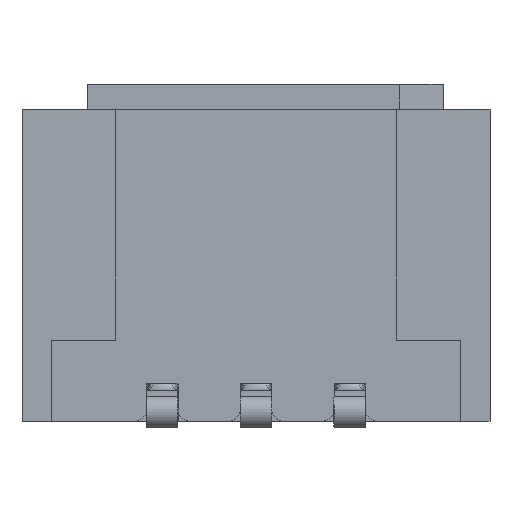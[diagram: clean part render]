
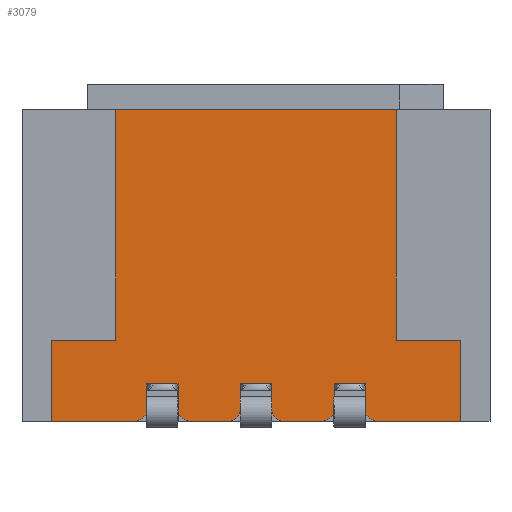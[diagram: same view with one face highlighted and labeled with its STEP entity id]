
A CAD part, front view. The second image highlights one B-rep face of the part: STEP entity #3079.
In plain terms, the highlighted planar face has unit normal (0, -1, 0).
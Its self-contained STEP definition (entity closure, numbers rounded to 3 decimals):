
#83=CIRCLE('',#3219,0.2);
#85=CIRCLE('',#3222,0.2);
#87=CIRCLE('',#3227,0.2);
#89=CIRCLE('',#3230,0.2);
#91=CIRCLE('',#3235,0.2);
#93=CIRCLE('',#3238,0.2);
#588=ORIENTED_EDGE('',*,*,#1027,.F.);
#589=ORIENTED_EDGE('',*,*,#1003,.T.);
#590=ORIENTED_EDGE('',*,*,#1031,.F.);
#591=ORIENTED_EDGE('',*,*,#1036,.F.);
#592=ORIENTED_EDGE('',*,*,#1024,.T.);
#593=ORIENTED_EDGE('',*,*,#1044,.F.);
#594=ORIENTED_EDGE('',*,*,#1038,.F.);
#595=ORIENTED_EDGE('',*,*,#1019,.T.);
#596=ORIENTED_EDGE('',*,*,#1042,.F.);
#597=ORIENTED_EDGE('',*,*,#1046,.F.);
#598=ORIENTED_EDGE('',*,*,#991,.T.);
#599=ORIENTED_EDGE('',*,*,#1054,.F.);
#600=ORIENTED_EDGE('',*,*,#1048,.F.);
#601=ORIENTED_EDGE('',*,*,#1015,.T.);
#602=ORIENTED_EDGE('',*,*,#1052,.F.);
#603=ORIENTED_EDGE('',*,*,#1057,.F.);
#604=ORIENTED_EDGE('',*,*,#1060,.T.);
#605=ORIENTED_EDGE('',*,*,#1258,.T.);
#606=ORIENTED_EDGE('',*,*,#1260,.T.);
#607=ORIENTED_EDGE('',*,*,#1261,.T.);
#608=ORIENTED_EDGE('',*,*,#1143,.T.);
#609=ORIENTED_EDGE('',*,*,#1253,.T.);
#610=ORIENTED_EDGE('',*,*,#1255,.T.);
#611=ORIENTED_EDGE('',*,*,#1256,.T.);
#612=ORIENTED_EDGE('',*,*,#1084,.T.);
#613=ORIENTED_EDGE('',*,*,#1033,.F.);
#991=EDGE_CURVE('',#1428,#1427,#1713,.T.);
#1003=EDGE_CURVE('',#1439,#1440,#1722,.T.);
#1015=EDGE_CURVE('',#1452,#1451,#1734,.T.);
#1019=EDGE_CURVE('',#1456,#1455,#1738,.T.);
#1024=EDGE_CURVE('',#1461,#1460,#1743,.T.);
#1027=EDGE_CURVE('',#1439,#1463,#1746,.T.);
#1031=EDGE_CURVE('',#1466,#1440,#1750,.T.);
#1033=EDGE_CURVE('',#1463,#1467,#83,.F.);
#1036=EDGE_CURVE('',#1461,#1466,#85,.F.);
#1038=EDGE_CURVE('',#1456,#1469,#1753,.T.);
#1042=EDGE_CURVE('',#1472,#1455,#1757,.T.);
#1044=EDGE_CURVE('',#1469,#1460,#87,.F.);
#1046=EDGE_CURVE('',#1428,#1472,#89,.F.);
#1048=EDGE_CURVE('',#1452,#1473,#1759,.T.);
#1052=EDGE_CURVE('',#1476,#1451,#1763,.T.);
#1054=EDGE_CURVE('',#1473,#1427,#91,.F.);
#1057=EDGE_CURVE('',#1477,#1476,#93,.F.);
#1060=EDGE_CURVE('',#1477,#1479,#1767,.T.);
#1084=EDGE_CURVE('',#1496,#1467,#1788,.T.);
#1143=EDGE_CURVE('',#1553,#1552,#1847,.T.);
#1253=EDGE_CURVE('',#1552,#1608,#1957,.T.);
#1255=EDGE_CURVE('',#1608,#1609,#1959,.T.);
#1256=EDGE_CURVE('',#1609,#1496,#1960,.T.);
#1258=EDGE_CURVE('',#1479,#1610,#1962,.T.);
#1260=EDGE_CURVE('',#1610,#1611,#1964,.T.);
#1261=EDGE_CURVE('',#1611,#1553,#1965,.T.);
#1427=VERTEX_POINT('',#4221);
#1428=VERTEX_POINT('',#4223);
#1439=VERTEX_POINT('',#4248);
#1440=VERTEX_POINT('',#4249);
#1451=VERTEX_POINT('',#4271);
#1452=VERTEX_POINT('',#4273);
#1455=VERTEX_POINT('',#4279);
#1456=VERTEX_POINT('',#4281);
#1460=VERTEX_POINT('',#4290);
#1461=VERTEX_POINT('',#4292);
#1463=VERTEX_POINT('',#4298);
#1466=VERTEX_POINT('',#4305);
#1467=VERTEX_POINT('',#4310);
#1469=VERTEX_POINT('',#4319);
#1472=VERTEX_POINT('',#4326);
#1473=VERTEX_POINT('',#4337);
#1476=VERTEX_POINT('',#4344);
#1477=VERTEX_POINT('',#4352);
#1479=VERTEX_POINT('',#4358);
#1496=VERTEX_POINT('',#4401);
#1552=VERTEX_POINT('',#4527);
#1553=VERTEX_POINT('',#4529);
#1608=VERTEX_POINT('',#4740);
#1609=VERTEX_POINT('',#4744);
#1610=VERTEX_POINT('',#4750);
#1611=VERTEX_POINT('',#4754);
#1713=LINE('',#4222,#2107);
#1722=LINE('',#4247,#2116);
#1734=LINE('',#4272,#2128);
#1738=LINE('',#4280,#2132);
#1743=LINE('',#4291,#2137);
#1746=LINE('',#4297,#2140);
#1750=LINE('',#4306,#2144);
#1753=LINE('',#4318,#2147);
#1757=LINE('',#4327,#2151);
#1759=LINE('',#4336,#2153);
#1763=LINE('',#4345,#2157);
#1767=LINE('',#4360,#2161);
#1788=LINE('',#4409,#2182);
#1847=LINE('',#4528,#2241);
#1957=LINE('',#4741,#2351);
#1959=LINE('',#4745,#2353);
#1960=LINE('',#4747,#2354);
#1962=LINE('',#4751,#2356);
#1964=LINE('',#4755,#2358);
#1965=LINE('',#4757,#2359);
#2107=VECTOR('',#3418,1000.);
#2116=VECTOR('',#3437,1000.);
#2128=VECTOR('',#3449,1000.);
#2132=VECTOR('',#3453,1000.);
#2137=VECTOR('',#3460,1000.);
#2140=VECTOR('',#3465,1000.);
#2144=VECTOR('',#3471,1000.);
#2147=VECTOR('',#3488,1000.);
#2151=VECTOR('',#3494,1000.);
#2153=VECTOR('',#3510,1000.);
#2157=VECTOR('',#3516,1000.);
#2161=VECTOR('',#3534,1000.);
#2182=VECTOR('',#3573,1000.);
#2241=VECTOR('',#3646,1000.);
#2351=VECTOR('',#3850,1000.);
#2353=VECTOR('',#3854,1000.);
#2354=VECTOR('',#3857,1000.);
#2356=VECTOR('',#3861,1000.);
#2358=VECTOR('',#3865,1000.);
#2359=VECTOR('',#3868,1000.);
#2593=EDGE_LOOP('',(#588,#589,#590,#591,#592,#593,#594,#595,#596,#597,#598,
#599,#600,#601,#602,#603,#604,#605,#606,#607,#608,#609,#610,#611,#612,#613));
#2771=FACE_BOUND('',#2593,.T.);
#2929=PLANE('',#3309);
#3079=ADVANCED_FACE('',(#2771),#2929,.T.);
#3219=AXIS2_PLACEMENT_3D('',#4309,#3475,#3476);
#3222=AXIS2_PLACEMENT_3D('',#4315,#3482,#3483);
#3227=AXIS2_PLACEMENT_3D('',#4330,#3498,#3499);
#3230=AXIS2_PLACEMENT_3D('',#4333,#3504,#3505);
#3235=AXIS2_PLACEMENT_3D('',#4348,#3520,#3521);
#3238=AXIS2_PLACEMENT_3D('',#4354,#3527,#3528);
#3309=AXIS2_PLACEMENT_3D('',#4758,#3869,#3870);
#3418=DIRECTION('',(1.,0.,0.));
#3437=DIRECTION('',(1.,0.,0.));
#3449=DIRECTION('',(1.,0.,0.));
#3453=DIRECTION('',(1.,0.,0.));
#3460=DIRECTION('',(1.,0.,0.));
#3465=DIRECTION('',(0.,0.,-1.));
#3471=DIRECTION('',(0.,0.,1.));
#3475=DIRECTION('',(0.,-1.,0.));
#3476=DIRECTION('',(0.,0.,-1.));
#3482=DIRECTION('',(0.,-1.,0.));
#3483=DIRECTION('',(0.,0.,-1.));
#3488=DIRECTION('',(0.,0.,-1.));
#3494=DIRECTION('',(0.,0.,1.));
#3498=DIRECTION('',(0.,-1.,0.));
#3499=DIRECTION('',(0.,0.,-1.));
#3504=DIRECTION('',(0.,-1.,0.));
#3505=DIRECTION('',(0.,0.,-1.));
#3510=DIRECTION('',(0.,0.,-1.));
#3516=DIRECTION('',(0.,0.,1.));
#3520=DIRECTION('',(0.,-1.,0.));
#3521=DIRECTION('',(0.,0.,-1.));
#3527=DIRECTION('',(0.,-1.,0.));
#3528=DIRECTION('',(0.,0.,-1.));
#3534=DIRECTION('',(1.,0.,0.));
#3573=DIRECTION('',(1.,0.,0.));
#3646=DIRECTION('',(-1.,0.,0.));
#3850=DIRECTION('',(0.,0.,-1.));
#3854=DIRECTION('',(-1.,0.,0.));
#3857=DIRECTION('',(0.,0.,-1.));
#3861=DIRECTION('',(0.,0.,1.));
#3865=DIRECTION('',(-1.,0.,0.));
#3868=DIRECTION('',(0.,0.,1.));
#3869=DIRECTION('',(0.,-1.,0.));
#3870=DIRECTION('',(0.,0.,-1.));
#4221=CARTESIAN_POINT('',(1.05,-1.75,-2.5));
#4222=CARTESIAN_POINT('',(-3.28,-1.75,-2.5));
#4223=CARTESIAN_POINT('',(0.45,-1.75,-2.5));
#4247=CARTESIAN_POINT('',(0.,-1.75,-1.9));
#4248=CARTESIAN_POINT('',(-1.75,-1.75,-1.9));
#4249=CARTESIAN_POINT('',(-1.25,-1.75,-1.9));
#4271=CARTESIAN_POINT('',(1.75,-1.75,-1.9));
#4272=CARTESIAN_POINT('',(0.,-1.75,-1.9));
#4273=CARTESIAN_POINT('',(1.25,-1.75,-1.9));
#4279=CARTESIAN_POINT('',(0.25,-1.75,-1.9));
#4280=CARTESIAN_POINT('',(0.,-1.75,-1.9));
#4281=CARTESIAN_POINT('',(-0.25,-1.75,-1.9));
#4290=CARTESIAN_POINT('',(-0.45,-1.75,-2.5));
#4291=CARTESIAN_POINT('',(-3.28,-1.75,-2.5));
#4292=CARTESIAN_POINT('',(-1.05,-1.75,-2.5));
#4297=CARTESIAN_POINT('',(-1.75,-1.75,-2.5));
#4298=CARTESIAN_POINT('',(-1.75,-1.75,-2.3));
#4305=CARTESIAN_POINT('',(-1.25,-1.75,-2.3));
#4306=CARTESIAN_POINT('',(-1.25,-1.75,-1.9));
#4309=CARTESIAN_POINT('',(-1.95,-1.75,-2.3));
#4310=CARTESIAN_POINT('',(-1.95,-1.75,-2.5));
#4315=CARTESIAN_POINT('',(-1.05,-1.75,-2.3));
#4318=CARTESIAN_POINT('',(-0.25,-1.75,-2.5));
#4319=CARTESIAN_POINT('',(-0.25,-1.75,-2.3));
#4326=CARTESIAN_POINT('',(0.25,-1.75,-2.3));
#4327=CARTESIAN_POINT('',(0.25,-1.75,-1.9));
#4330=CARTESIAN_POINT('',(-0.45,-1.75,-2.3));
#4333=CARTESIAN_POINT('',(0.45,-1.75,-2.3));
#4336=CARTESIAN_POINT('',(1.25,-1.75,-2.5));
#4337=CARTESIAN_POINT('',(1.25,-1.75,-2.3));
#4344=CARTESIAN_POINT('',(1.75,-1.75,-2.3));
#4345=CARTESIAN_POINT('',(1.75,-1.75,-1.9));
#4348=CARTESIAN_POINT('',(1.05,-1.75,-2.3));
#4352=CARTESIAN_POINT('',(1.95,-1.75,-2.5));
#4354=CARTESIAN_POINT('',(1.95,-1.75,-2.3));
#4358=CARTESIAN_POINT('',(3.28,-1.75,-2.5));
#4360=CARTESIAN_POINT('',(-3.28,-1.75,-2.5));
#4401=CARTESIAN_POINT('',(-3.28,-1.75,-2.5));
#4409=CARTESIAN_POINT('',(-3.28,-1.75,-2.5));
#4527=CARTESIAN_POINT('',(-2.25,-1.75,2.5));
#4528=CARTESIAN_POINT('',(2.25,-1.75,2.5));
#4529=CARTESIAN_POINT('',(2.25,-1.75,2.5));
#4740=CARTESIAN_POINT('',(-2.25,-1.75,-1.2));
#4741=CARTESIAN_POINT('',(-2.25,-1.75,2.5));
#4744=CARTESIAN_POINT('',(-3.28,-1.75,-1.2));
#4745=CARTESIAN_POINT('',(-2.25,-1.75,-1.2));
#4747=CARTESIAN_POINT('',(-3.28,-1.75,-1.2));
#4750=CARTESIAN_POINT('',(3.28,-1.75,-1.2));
#4751=CARTESIAN_POINT('',(3.28,-1.75,-2.5));
#4754=CARTESIAN_POINT('',(2.25,-1.75,-1.2));
#4755=CARTESIAN_POINT('',(3.28,-1.75,-1.2));
#4757=CARTESIAN_POINT('',(2.25,-1.75,-1.2));
#4758=CARTESIAN_POINT('',(0.,-1.75,0.));
